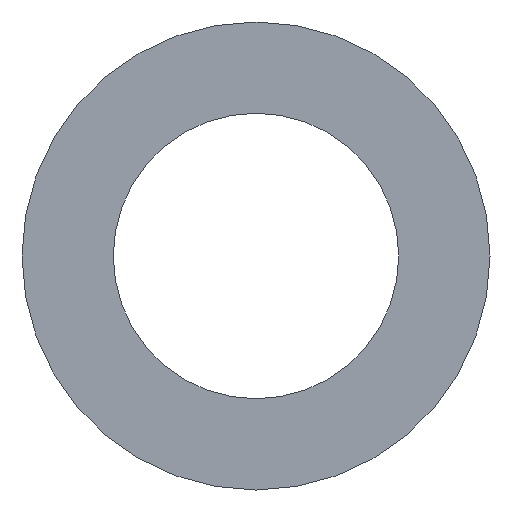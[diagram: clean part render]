
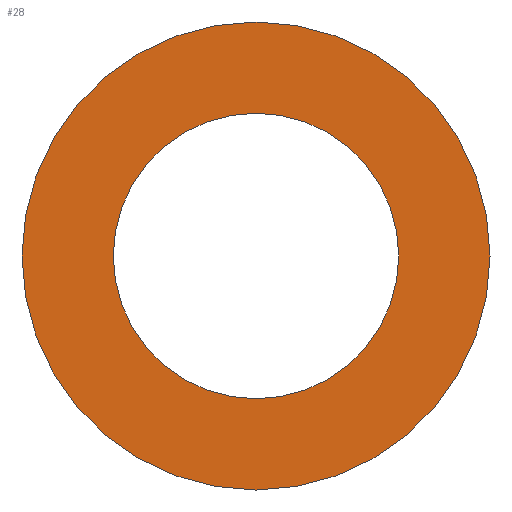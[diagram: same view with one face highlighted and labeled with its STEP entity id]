
A CAD part, front view. The second image highlights one B-rep face of the part: STEP entity #28.
In plain terms, the highlighted planar face has unit normal (0, -1, 0).
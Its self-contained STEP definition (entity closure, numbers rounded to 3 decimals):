
#28=ADVANCED_FACE('',(#53,#54),#55,.T.);
#53=FACE_BOUND('',#76,.T.);
#54=FACE_OUTER_BOUND('',#77,.T.);
#55=PLANE('',#78);
#76=EDGE_LOOP('',(#93));
#77=EDGE_LOOP('',(#94));
#78=AXIS2_PLACEMENT_3D('',#95,#96,#97);
#93=ORIENTED_EDGE('',*,*,#117,.F.);
#94=ORIENTED_EDGE('',*,*,#118,.F.);
#95=CARTESIAN_POINT('',(0.0,61.5,0.));
#96=DIRECTION('',(0.0,-1.0,0.0));
#97=DIRECTION('',(0.0,0.0,-1.0));
#117=EDGE_CURVE('',#125,#125,#126,.T.);
#118=EDGE_CURVE('',#127,#127,#128,.T.);
#125=VERTEX_POINT('',#137);
#126=CIRCLE('',#138,6.1);
#127=VERTEX_POINT('',#139);
#128=CIRCLE('',#140,10.0);
#137=CARTESIAN_POINT('',(0.0,61.5,-6.1));
#138=AXIS2_PLACEMENT_3D('',#148,#149,#150);
#139=CARTESIAN_POINT('',(10.0,61.5,0.));
#140=AXIS2_PLACEMENT_3D('',#151,#152,#153);
#148=CARTESIAN_POINT('',(0.0,61.5,0.));
#149=DIRECTION('',(0.0,-1.0,0.0));
#150=DIRECTION('',(0.0,0.0,-1.0));
#151=CARTESIAN_POINT('',(0.0,61.5,0.));
#152=DIRECTION('',(-0.0,1.0,0.0));
#153=DIRECTION('',(1.0,0.0,0.0));
